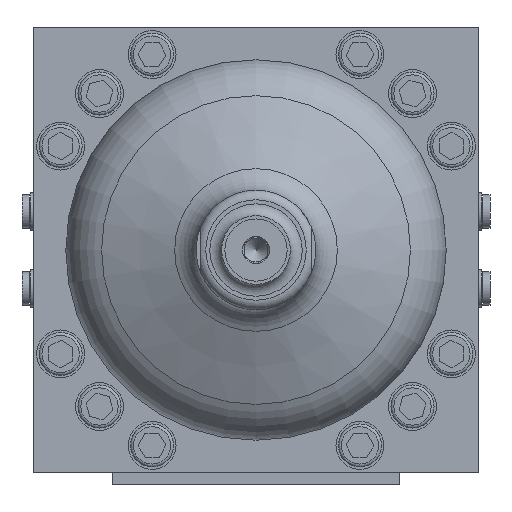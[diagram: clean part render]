
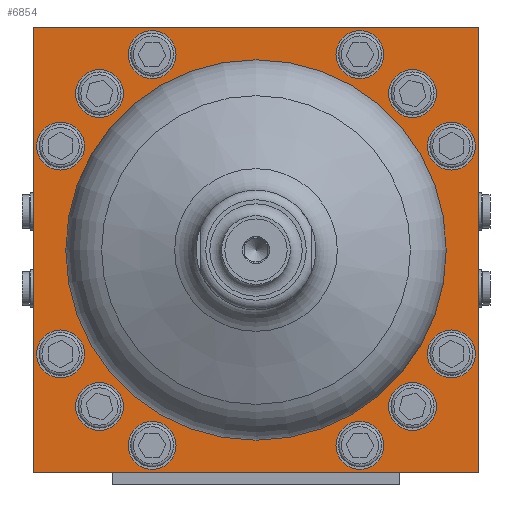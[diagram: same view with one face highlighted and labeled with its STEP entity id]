
A CAD part, front view. The second image highlights one B-rep face of the part: STEP entity #6854.
In plain terms, the highlighted planar face has unit normal (0, -1, 0).
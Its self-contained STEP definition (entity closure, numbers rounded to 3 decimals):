
#364=PLANE('',#7519);
#881=LINE('',#11230,#1464);
#882=LINE('',#11233,#1465);
#883=LINE('',#11235,#1466);
#884=LINE('',#11237,#1467);
#1464=VECTOR('',#9044,1000.);
#1465=VECTOR('',#9045,1000.);
#1466=VECTOR('',#9046,1000.);
#1467=VECTOR('',#9047,1000.);
#2662=ORIENTED_EDGE('',*,*,#3965,.F.);
#2663=ORIENTED_EDGE('',*,*,#3966,.F.);
#2664=ORIENTED_EDGE('',*,*,#3967,.F.);
#2665=ORIENTED_EDGE('',*,*,#3968,.F.);
#2666=ORIENTED_EDGE('',*,*,#3969,.F.);
#2667=ORIENTED_EDGE('',*,*,#3970,.F.);
#2668=ORIENTED_EDGE('',*,*,#3971,.F.);
#2669=ORIENTED_EDGE('',*,*,#3972,.F.);
#2670=ORIENTED_EDGE('',*,*,#3973,.F.);
#2671=ORIENTED_EDGE('',*,*,#3974,.F.);
#2672=ORIENTED_EDGE('',*,*,#3975,.F.);
#2673=ORIENTED_EDGE('',*,*,#3976,.F.);
#2674=ORIENTED_EDGE('',*,*,#3977,.F.);
#2675=ORIENTED_EDGE('',*,*,#3978,.F.);
#2676=ORIENTED_EDGE('',*,*,#3979,.F.);
#2677=ORIENTED_EDGE('',*,*,#3980,.F.);
#2678=ORIENTED_EDGE('',*,*,#3981,.F.);
#3965=EDGE_CURVE('',#4737,#4737,#5081,.F.);
#3966=EDGE_CURVE('',#4738,#4738,#5082,.T.);
#3967=EDGE_CURVE('',#4739,#4739,#5083,.T.);
#3968=EDGE_CURVE('',#4740,#4740,#5084,.T.);
#3969=EDGE_CURVE('',#4741,#4741,#5085,.T.);
#3970=EDGE_CURVE('',#4742,#4742,#5086,.T.);
#3971=EDGE_CURVE('',#4743,#4743,#5087,.T.);
#3972=EDGE_CURVE('',#4744,#4744,#5088,.T.);
#3973=EDGE_CURVE('',#4745,#4745,#5089,.T.);
#3974=EDGE_CURVE('',#4746,#4746,#5090,.T.);
#3975=EDGE_CURVE('',#4747,#4747,#5091,.T.);
#3976=EDGE_CURVE('',#4748,#4748,#5092,.T.);
#3977=EDGE_CURVE('',#4749,#4749,#5093,.T.);
#3978=EDGE_CURVE('',#4750,#4751,#881,.T.);
#3979=EDGE_CURVE('',#4752,#4750,#882,.T.);
#3980=EDGE_CURVE('',#4753,#4752,#883,.T.);
#3981=EDGE_CURVE('',#4751,#4753,#884,.T.);
#4737=VERTEX_POINT('',#11205);
#4738=VERTEX_POINT('',#11207);
#4739=VERTEX_POINT('',#11209);
#4740=VERTEX_POINT('',#11211);
#4741=VERTEX_POINT('',#11213);
#4742=VERTEX_POINT('',#11215);
#4743=VERTEX_POINT('',#11217);
#4744=VERTEX_POINT('',#11219);
#4745=VERTEX_POINT('',#11221);
#4746=VERTEX_POINT('',#11223);
#4747=VERTEX_POINT('',#11225);
#4748=VERTEX_POINT('',#11227);
#4749=VERTEX_POINT('',#11229);
#4750=VERTEX_POINT('',#11231);
#4751=VERTEX_POINT('',#11232);
#4752=VERTEX_POINT('',#11234);
#4753=VERTEX_POINT('',#11236);
#5081=CIRCLE('',#7520,78.74);
#5082=CIRCLE('',#7521,10.);
#5083=CIRCLE('',#7522,10.);
#5084=CIRCLE('',#7523,10.);
#5085=CIRCLE('',#7524,10.);
#5086=CIRCLE('',#7525,10.);
#5087=CIRCLE('',#7526,10.);
#5088=CIRCLE('',#7527,10.);
#5089=CIRCLE('',#7528,10.);
#5090=CIRCLE('',#7529,10.);
#5091=CIRCLE('',#7530,10.);
#5092=CIRCLE('',#7531,10.);
#5093=CIRCLE('',#7532,10.);
#5520=EDGE_LOOP('',(#2662));
#5521=EDGE_LOOP('',(#2663));
#5522=EDGE_LOOP('',(#2664));
#5523=EDGE_LOOP('',(#2665));
#5524=EDGE_LOOP('',(#2666));
#5525=EDGE_LOOP('',(#2667));
#5526=EDGE_LOOP('',(#2668));
#5527=EDGE_LOOP('',(#2669));
#5528=EDGE_LOOP('',(#2670));
#5529=EDGE_LOOP('',(#2671));
#5530=EDGE_LOOP('',(#2672));
#5531=EDGE_LOOP('',(#2673));
#5532=EDGE_LOOP('',(#2674));
#5533=EDGE_LOOP('',(#2675,#2676,#2677,#2678));
#6195=FACE_BOUND('',#5520,.T.);
#6196=FACE_BOUND('',#5521,.T.);
#6197=FACE_BOUND('',#5522,.T.);
#6198=FACE_BOUND('',#5523,.T.);
#6199=FACE_BOUND('',#5524,.T.);
#6200=FACE_BOUND('',#5525,.T.);
#6201=FACE_BOUND('',#5526,.T.);
#6202=FACE_BOUND('',#5527,.T.);
#6203=FACE_BOUND('',#5528,.T.);
#6204=FACE_BOUND('',#5529,.T.);
#6205=FACE_BOUND('',#5530,.T.);
#6206=FACE_BOUND('',#5531,.T.);
#6207=FACE_BOUND('',#5532,.T.);
#6208=FACE_BOUND('',#5533,.T.);
#6854=ADVANCED_FACE('',(#6195,#6196,#6197,#6198,#6199,#6200,#6201,#6202,
#6203,#6204,#6205,#6206,#6207,#6208),#364,.F.);
#7519=AXIS2_PLACEMENT_3D('',#11203,#9016,#9017);
#7520=AXIS2_PLACEMENT_3D('',#11204,#9018,#9019);
#7521=AXIS2_PLACEMENT_3D('',#11206,#9020,#9021);
#7522=AXIS2_PLACEMENT_3D('',#11208,#9022,#9023);
#7523=AXIS2_PLACEMENT_3D('',#11210,#9024,#9025);
#7524=AXIS2_PLACEMENT_3D('',#11212,#9026,#9027);
#7525=AXIS2_PLACEMENT_3D('',#11214,#9028,#9029);
#7526=AXIS2_PLACEMENT_3D('',#11216,#9030,#9031);
#7527=AXIS2_PLACEMENT_3D('',#11218,#9032,#9033);
#7528=AXIS2_PLACEMENT_3D('',#11220,#9034,#9035);
#7529=AXIS2_PLACEMENT_3D('',#11222,#9036,#9037);
#7530=AXIS2_PLACEMENT_3D('',#11224,#9038,#9039);
#7531=AXIS2_PLACEMENT_3D('',#11226,#9040,#9041);
#7532=AXIS2_PLACEMENT_3D('',#11228,#9042,#9043);
#9016=DIRECTION('',(0.,1.,0.));
#9017=DIRECTION('',(0.,0.,1.));
#9018=DIRECTION('',(0.,1.,0.));
#9019=DIRECTION('',(0.,0.,1.));
#9020=DIRECTION('',(0.,-1.,0.));
#9021=DIRECTION('',(0.,0.,-1.));
#9022=DIRECTION('',(0.,-1.,0.));
#9023=DIRECTION('',(0.,0.,-1.));
#9024=DIRECTION('',(0.,-1.,0.));
#9025=DIRECTION('',(0.,0.,-1.));
#9026=DIRECTION('',(0.,-1.,0.));
#9027=DIRECTION('',(0.,0.,-1.));
#9028=DIRECTION('',(0.,-1.,0.));
#9029=DIRECTION('',(0.,0.,-1.));
#9030=DIRECTION('',(0.,-1.,0.));
#9031=DIRECTION('',(0.,0.,-1.));
#9032=DIRECTION('',(0.,-1.,0.));
#9033=DIRECTION('',(0.,0.,-1.));
#9034=DIRECTION('',(0.,-1.,0.));
#9035=DIRECTION('',(0.,0.,-1.));
#9036=DIRECTION('',(0.,-1.,0.));
#9037=DIRECTION('',(0.,0.,-1.));
#9038=DIRECTION('',(0.,-1.,0.));
#9039=DIRECTION('',(0.,0.,-1.));
#9040=DIRECTION('',(0.,-1.,0.));
#9041=DIRECTION('',(0.,0.,-1.));
#9042=DIRECTION('',(0.,-1.,0.));
#9043=DIRECTION('',(0.,0.,-1.));
#9044=DIRECTION('',(0.,0.,1.));
#9045=DIRECTION('',(-1.,0.,0.));
#9046=DIRECTION('',(0.,0.,-1.));
#9047=DIRECTION('',(1.,0.,0.));
#11203=CARTESIAN_POINT('',(0.,-26.,0.));
#11204=CARTESIAN_POINT('',(0.,-26.,0.));
#11205=CARTESIAN_POINT('',(0.,-26.,78.74));
#11206=CARTESIAN_POINT('',(81.673,-26.,43.426));
#11207=CARTESIAN_POINT('',(81.673,-26.,33.426));
#11208=CARTESIAN_POINT('',(-81.673,-26.,-43.426));
#11209=CARTESIAN_POINT('',(-81.673,-26.,-53.426));
#11210=CARTESIAN_POINT('',(65.407,-26.,65.407));
#11211=CARTESIAN_POINT('',(65.407,-26.,55.407));
#11212=CARTESIAN_POINT('',(-65.407,-26.,-65.407));
#11213=CARTESIAN_POINT('',(-65.407,-26.,-75.407));
#11214=CARTESIAN_POINT('',(43.426,-26.,81.673));
#11215=CARTESIAN_POINT('',(43.426,-26.,71.673));
#11216=CARTESIAN_POINT('',(-43.426,-26.,-81.673));
#11217=CARTESIAN_POINT('',(-43.426,-26.,-91.673));
#11218=CARTESIAN_POINT('',(-43.426,-26.,81.673));
#11219=CARTESIAN_POINT('',(-43.426,-26.,71.673));
#11220=CARTESIAN_POINT('',(43.426,-26.,-81.673));
#11221=CARTESIAN_POINT('',(43.426,-26.,-91.673));
#11222=CARTESIAN_POINT('',(-65.407,-26.,65.407));
#11223=CARTESIAN_POINT('',(-65.407,-26.,55.407));
#11224=CARTESIAN_POINT('',(65.407,-26.,-65.407));
#11225=CARTESIAN_POINT('',(65.407,-26.,-75.407));
#11226=CARTESIAN_POINT('',(-81.673,-26.,43.426));
#11227=CARTESIAN_POINT('',(-81.673,-26.,33.426));
#11228=CARTESIAN_POINT('',(81.673,-26.,-43.426));
#11229=CARTESIAN_POINT('',(81.673,-26.,-53.426));
#11230=CARTESIAN_POINT('',(-92.8,-26.,-92.8));
#11231=CARTESIAN_POINT('',(-92.8,-26.,-92.8));
#11232=CARTESIAN_POINT('',(-92.8,-26.,92.8));
#11233=CARTESIAN_POINT('',(92.8,-26.,-92.8));
#11234=CARTESIAN_POINT('',(92.8,-26.,-92.8));
#11235=CARTESIAN_POINT('',(92.8,-26.,92.8));
#11236=CARTESIAN_POINT('',(92.8,-26.,92.8));
#11237=CARTESIAN_POINT('',(-92.8,-26.,92.8));
